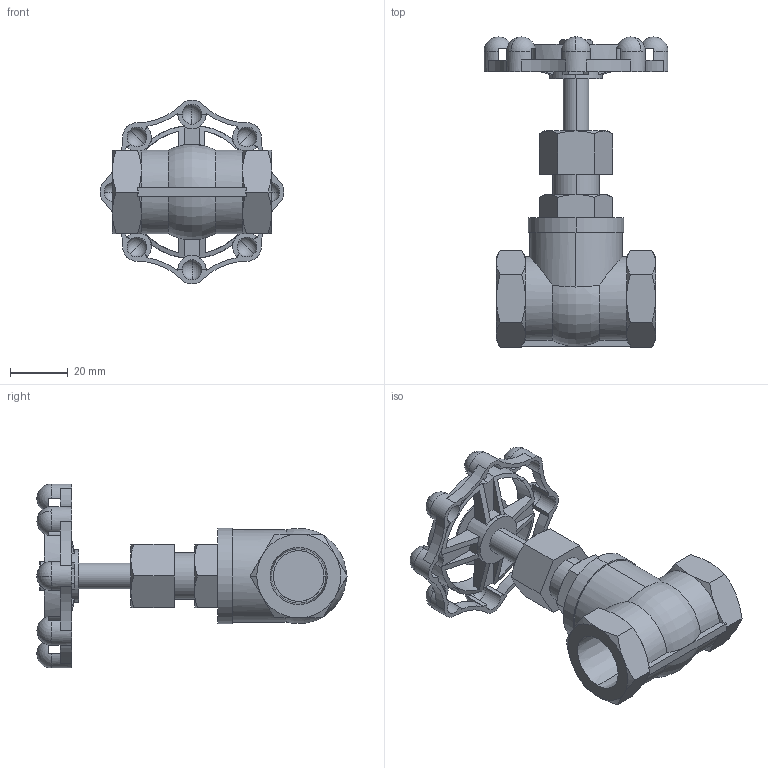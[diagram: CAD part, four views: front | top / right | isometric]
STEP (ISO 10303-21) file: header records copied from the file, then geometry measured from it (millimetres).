
FILE_DESCRIPTION (( 'STEP AP203' ), '1' );
FILE_NAME ('GT-200-DN15.STEP', '2014-03-25T07:11:02', ( '' ), ( '' ), 'SwSTEP 2.0', 'SolidWorks 2010', '' );
FILE_SCHEMA (( 'CONFIG_CONTROL_DESIGN' ));
Length unit declared in the file: millimetre
Products named in the file (1): GT-200-DN15
Bounding box: 63.6 x 107.24 x 63.6 mm (x, y, z)
Volume: 60132.1 mm3; surface area: 24256.1 mm2
Topology: 1 solids, 1 shells, 328 faces, 976 edges, 615 vertices
Faces by surface type: plane 129, cylinder 76, cone 66, sphere 32, bspline 23, torus 2
Entity records: 13760 total; most frequent: CARTESIAN_POINT 5168, ORIENTED_EDGE 1888, DIRECTION 1739, EDGE_CURVE 944, AXIS2_PLACEMENT_3D 708, VERTEX_POINT 615, CIRCLE 402, EDGE_LOOP 349
